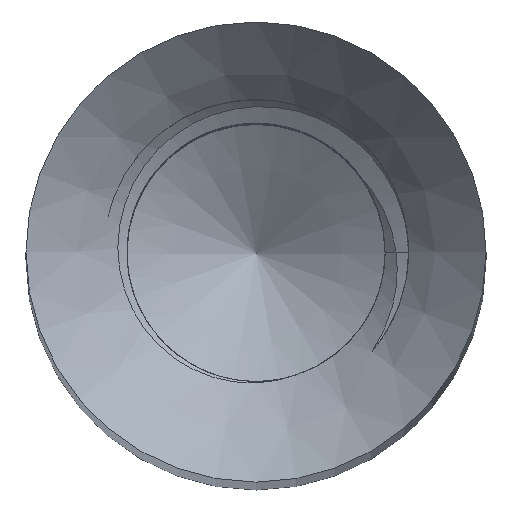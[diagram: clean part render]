
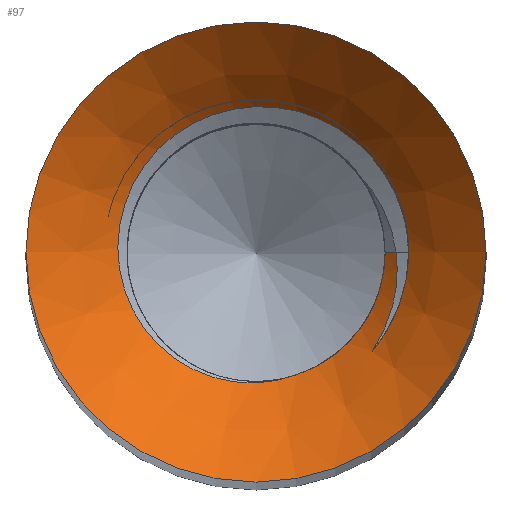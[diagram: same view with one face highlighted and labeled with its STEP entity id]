
A CAD part, top view. The second image highlights one B-rep face of the part: STEP entity #97.
In plain terms, the highlighted conical face has half-angle 45 degrees and reference radius 6.7 mm.
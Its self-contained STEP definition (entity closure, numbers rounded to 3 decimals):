
#53 = VERTEX_POINT('',#54);
#54 = CARTESIAN_POINT('',(4.9,0.,98.2));
#60 = EDGE_CURVE('',#53,#53,#61,.T.);
#61 = CIRCLE('',#62,4.9);
#62 = AXIS2_PLACEMENT_3D('',#63,#64,#65);
#63 = CARTESIAN_POINT('',(0.,0.,98.2));
#64 = DIRECTION('',(0.,0.,-1.));
#65 = DIRECTION('',(0.,1.,0.));
#97 = ADVANCED_FACE('',(#98),#216,.F.);
#98 = FACE_BOUND('',#99,.T.);
#99 = EDGE_LOOP('',(#100,#101,#109,#128,#143,#151,#160,#207,#215));
#100 = ORIENTED_EDGE('',*,*,#60,.F.);
#101 = ORIENTED_EDGE('',*,*,#102,.T.);
#102 = EDGE_CURVE('',#53,#103,#105,.T.);
#103 = VERTEX_POINT('',#104);
#104 = CARTESIAN_POINT('',(3.25,0.,
    96.55));
#105 = LINE('',#106,#107);
#106 = CARTESIAN_POINT('',(6.7,0.,100.));
#107 = VECTOR('',#108,1.);
#108 = DIRECTION('',(-0.707,0.,-0.707));
#109 = ORIENTED_EDGE('',*,*,#110,.T.);
#110 = EDGE_CURVE('',#103,#111,#113,.T.);
#111 = VERTEX_POINT('',#112);
#112 = CARTESIAN_POINT('',(2.471,-2.111,
    96.55));
#113 = B_SPLINE_CURVE_WITH_KNOTS('',5,(#114,#115,#116,#117,#118,#119,
    #120,#121,#122,#123,#124,#125,#126,#127),.UNSPECIFIED.,.F.,.F.,(6,4,
    4,6),(0.,0.051,0.526,1.),.UNSPECIFIED.);
#114 = CARTESIAN_POINT('',(3.25,0.,
    96.55));
#115 = CARTESIAN_POINT('',(3.25,-0.023,
    96.55));
#116 = CARTESIAN_POINT('',(3.25,-0.047,
    96.55));
#117 = CARTESIAN_POINT('',(3.249,-0.07,
    96.55));
#118 = CARTESIAN_POINT('',(3.249,-0.094,
    96.55));
#119 = CARTESIAN_POINT('',(3.24,-0.335,
    96.55));
#120 = CARTESIAN_POINT('',(3.214,-0.552,
    96.55));
#121 = CARTESIAN_POINT('',(3.17,-0.767,96.55
    ));
#122 = CARTESIAN_POINT('',(3.107,-0.977,
    96.55));
#123 = CARTESIAN_POINT('',(2.949,-1.383,
    96.55));
#124 = CARTESIAN_POINT('',(2.853,-1.579,
    96.55));
#125 = CARTESIAN_POINT('',(2.741,-1.767,
    96.55));
#126 = CARTESIAN_POINT('',(2.613,-1.945,
    96.55));
#127 = CARTESIAN_POINT('',(2.471,-2.111,96.55
    ));
#128 = ORIENTED_EDGE('',*,*,#129,.T.);
#129 = EDGE_CURVE('',#111,#130,#132,.T.);
#130 = VERTEX_POINT('',#131);
#131 = CARTESIAN_POINT('',(2.984,0.,96.284)
  );
#132 = B_SPLINE_CURVE_WITH_KNOTS('',5,(#133,#134,#135,#136,#137,#138,
    #139,#140,#141,#142),.UNSPECIFIED.,.F.,.F.,(6,4,6),(0.,
    0.519,1.),.UNSPECIFIED.);
#133 = CARTESIAN_POINT('',(2.471,-2.111,
    96.55));
#134 = CARTESIAN_POINT('',(2.601,-1.918,
    96.523));
#135 = CARTESIAN_POINT('',(2.713,-1.714,
    96.496));
#136 = CARTESIAN_POINT('',(2.805,-1.501,
    96.469));
#137 = CARTESIAN_POINT('',(2.878,-1.281,
    96.442));
#138 = CARTESIAN_POINT('',(2.977,-0.848,96.389
    ));
#139 = CARTESIAN_POINT('',(3.007,-0.636,96.363)
  );
#140 = CARTESIAN_POINT('',(3.018,-0.423,
    96.337));
#141 = CARTESIAN_POINT('',(3.01,-0.21,
    96.31));
#142 = CARTESIAN_POINT('',(2.984,0.,96.284));
#143 = ORIENTED_EDGE('',*,*,#144,.T.);
#144 = EDGE_CURVE('',#130,#145,#147,.T.);
#145 = VERTEX_POINT('',#146);
#146 = CARTESIAN_POINT('',(2.75,0.,96.05));
#147 = LINE('',#148,#149);
#148 = CARTESIAN_POINT('',(6.7,0.,100.));
#149 = VECTOR('',#150,1.);
#150 = DIRECTION('',(-0.707,0.,-0.707));
#151 = ORIENTED_EDGE('',*,*,#152,.F.);
#152 = EDGE_CURVE('',#153,#145,#155,.T.);
#153 = VERTEX_POINT('',#154);
#154 = CARTESIAN_POINT('',(0.869,-2.609,96.05));
#155 = CIRCLE('',#156,2.75);
#156 = AXIS2_PLACEMENT_3D('',#157,#158,#159);
#157 = CARTESIAN_POINT('',(0.,0.,96.05));
#158 = DIRECTION('',(0.,0.,1.));
#159 = DIRECTION('',(1.,0.,0.));
#160 = ORIENTED_EDGE('',*,*,#161,.T.);
#161 = EDGE_CURVE('',#153,#162,#164,.T.);
#162 = VERTEX_POINT('',#163);
#163 = CARTESIAN_POINT('',(3.24,0.255,96.55
    ));
#164 = B_SPLINE_CURVE_WITH_KNOTS('',6,(#165,#166,#167,#168,#169,#170,
    #171,#172,#173,#174,#175,#176,#177,#178,#179,#180,#181,#182,#183,
    #184,#185,#186,#187,#188,#189,#190,#191,#192,#193,#194,#195,#196,
    #197,#198,#199,#200,#201,#202,#203,#204,#205,#206),.UNSPECIFIED.,.F.
  ,.F.,(7,5,5,5,5,5,5,5,7),(0.,0.113,0.229,
    0.348,0.47,0.596,0.726,
    0.86,1.),.UNSPECIFIED.);
#165 = CARTESIAN_POINT('',(0.869,-2.609,96.05));
#166 = CARTESIAN_POINT('',(0.612,-2.705,
    96.06));
#167 = CARTESIAN_POINT('',(0.343,-2.771,
    96.07));
#168 = CARTESIAN_POINT('',(0.066,-2.804,
    96.08));
#169 = CARTESIAN_POINT('',(-0.212,-2.804,
    96.09));
#170 = CARTESIAN_POINT('',(-0.488,-2.771,96.1)
  );
#171 = CARTESIAN_POINT('',(-1.033,-2.64,
    96.12));
#172 = CARTESIAN_POINT('',(-1.301,-2.539,
    96.13));
#173 = CARTESIAN_POINT('',(-1.556,-2.407,
    96.14));
#174 = CARTESIAN_POINT('',(-1.794,-2.245,
    96.151));
#175 = CARTESIAN_POINT('',(-2.01,-2.055,
    96.161));
#176 = CARTESIAN_POINT('',(-2.396,-1.626,
    96.181));
#177 = CARTESIAN_POINT('',(-2.565,-1.384,
    96.191));
#178 = CARTESIAN_POINT('',(-2.705,-1.122,
    96.201));
#179 = CARTESIAN_POINT('',(-2.811,-0.845,
    96.211));
#180 = CARTESIAN_POINT('',(-2.883,-0.558,
    96.222));
#181 = CARTESIAN_POINT('',(-2.957,0.032,
    96.242));
#182 = CARTESIAN_POINT('',(-2.958,0.336,
    96.252));
#183 = CARTESIAN_POINT('',(-2.921,0.64,
    96.263));
#184 = CARTESIAN_POINT('',(-2.848,0.936,
    96.273));
#185 = CARTESIAN_POINT('',(-2.739,1.221,
    96.283));
#186 = CARTESIAN_POINT('',(-2.451,1.765,96.304
    ));
#187 = CARTESIAN_POINT('',(-2.269,2.024,
    96.315));
#188 = CARTESIAN_POINT('',(-2.056,2.259,96.325
    ));
#189 = CARTESIAN_POINT('',(-1.815,2.466,96.335
    ));
#190 = CARTESIAN_POINT('',(-1.55,2.641,
    96.346));
#191 = CARTESIAN_POINT('',(-0.98,2.924,
    96.367));
#192 = CARTESIAN_POINT('',(-0.673,3.031,
    96.377));
#193 = CARTESIAN_POINT('',(-0.353,3.099,96.388
    ));
#194 = CARTESIAN_POINT('',(-0.027,3.126,
    96.399));
#195 = CARTESIAN_POINT('',(0.299,3.112,96.409
    ));
#196 = CARTESIAN_POINT('',(0.949,3.002,96.43
    ));
#197 = CARTESIAN_POINT('',(1.272,2.904,96.441)
  );
#198 = CARTESIAN_POINT('',(1.581,2.764,96.452
    ));
#199 = CARTESIAN_POINT('',(1.87,2.586,96.463)
  );
#200 = CARTESIAN_POINT('',(2.134,2.373,96.473
    ));
#201 = CARTESIAN_POINT('',(2.609,1.877,96.495
    ));
#202 = CARTESIAN_POINT('',(2.818,1.592,96.506
    ));
#203 = CARTESIAN_POINT('',(2.989,1.28,96.517
    ));
#204 = CARTESIAN_POINT('',(3.118,0.949,96.528
    ));
#205 = CARTESIAN_POINT('',(3.202,0.604,96.539
    ));
#206 = CARTESIAN_POINT('',(3.24,0.255,96.55
    ));
#207 = ORIENTED_EDGE('',*,*,#208,.F.);
#208 = EDGE_CURVE('',#103,#162,#209,.T.);
#209 = B_SPLINE_CURVE_WITH_KNOTS('',4,(#210,#211,#212,#213,#214),
  .UNSPECIFIED.,.F.,.F.,(5,5),(0.,1.),.PIECEWISE_BEZIER_KNOTS.);
#210 = CARTESIAN_POINT('',(3.25,0.,
    96.55));
#211 = CARTESIAN_POINT('',(3.25,0.064,
    96.55));
#212 = CARTESIAN_POINT('',(3.248,0.127,96.55
    ));
#213 = CARTESIAN_POINT('',(3.245,0.191,96.55
    ));
#214 = CARTESIAN_POINT('',(3.24,0.255,96.55
    ));
#215 = ORIENTED_EDGE('',*,*,#102,.F.);
#216 = CONICAL_SURFACE('',#217,6.7,0.785);
#217 = AXIS2_PLACEMENT_3D('',#218,#219,#220);
#218 = CARTESIAN_POINT('',(0.,0.,100.));
#219 = DIRECTION('',(0.,0.,1.));
#220 = DIRECTION('',(1.,0.,0.));
